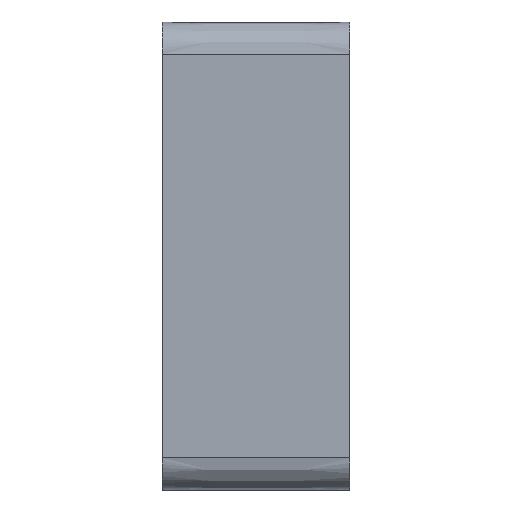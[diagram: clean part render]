
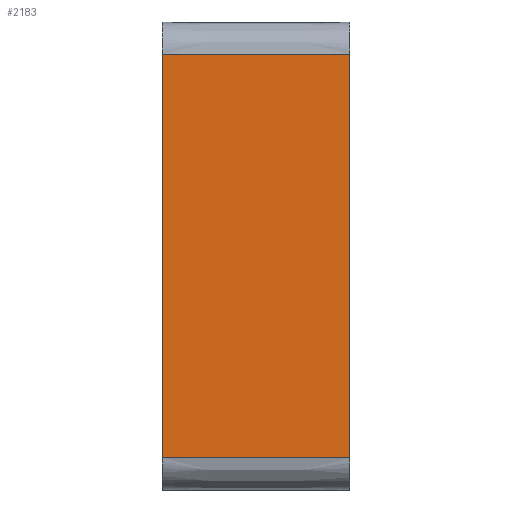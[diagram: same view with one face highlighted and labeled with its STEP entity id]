
A CAD part, left-side view. The second image highlights one B-rep face of the part: STEP entity #2183.
In plain terms, the highlighted planar face has unit normal (-1, 0, 0).
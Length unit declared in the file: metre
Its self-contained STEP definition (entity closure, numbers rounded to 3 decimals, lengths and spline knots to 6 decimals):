
#152 = CARTESIAN_POINT('NONE', (0., 0.07, -0.163));
#153 = VERTEX_POINT('NONE', #152);
#154 = CARTESIAN_POINT('NONE', (0., 0, -0.163));
#155 = VERTEX_POINT('NONE', #154);
#160 = CARTESIAN_POINT('NONE', (0, 0.07, -0.012));
#161 = VERTEX_POINT('NONE', #160);
#162 = CARTESIAN_POINT('NONE', (0, 0, -0.012));
#163 = VERTEX_POINT('NONE', #162);
#820 = DIRECTION('NONE', (0, -1, 0));
#821 = VECTOR('NONE', #820, 1);
#822 = CARTESIAN_POINT('NONE', (0., 0.07, -0.163));
#823 = LINE('NONE', #822, #821);
#844 = DIRECTION('NONE', (0, -1, 0));
#845 = VECTOR('NONE', #844, 1);
#846 = CARTESIAN_POINT('NONE', (0, 0.07, -0.012));
#847 = LINE('NONE', #846, #845);
#860 = DIRECTION('NONE', (0., 0, 1));
#861 = VECTOR('NONE', #860, 1);
#862 = CARTESIAN_POINT('NONE', (0., 0, -0.163));
#863 = LINE('NONE', #862, #861);
#864 = DIRECTION('NONE', (0., 0, -1));
#865 = VECTOR('NONE', #864, 1);
#866 = CARTESIAN_POINT('NONE', (0., 0.07, -0.012));
#867 = LINE('NONE', #866, #865);
#1072 = EDGE_CURVE('NONE', #153, #155, #823, .T.);
#1078 = EDGE_CURVE('NONE', #161, #163, #847, .T.);
#1082 = EDGE_CURVE('NONE', #155, #163, #863, .T.);
#1083 = EDGE_CURVE('NONE', #161, #153, #867, .T.);
#1383 = ORIENTED_EDGE('NONE', *, *, #1082, .T.);
#1384 = ORIENTED_EDGE('NONE', *, *, #1078, .F.);
#1385 = ORIENTED_EDGE('NONE', *, *, #1083, .T.);
#1386 = ORIENTED_EDGE('NONE', *, *, #1072, .T.);
#1387 = EDGE_LOOP('NONE', (#1383, #1384, #1385, #1386));
#1960 = CARTESIAN_POINT('NONE', (0., 0.035, -0.0875));
#1961 = DIRECTION('NONE', (-1, 0, 0));
#1962 = AXIS2_PLACEMENT_3D('NONE', #1960, #1961, $);
#1963 = PLANE('NONE', #1962);
#2182 = FACE_OUTER_BOUND('NONE', #1387, .T.);
#2183 = ADVANCED_FACE('NONE', (#2182), #1963, .T.);
